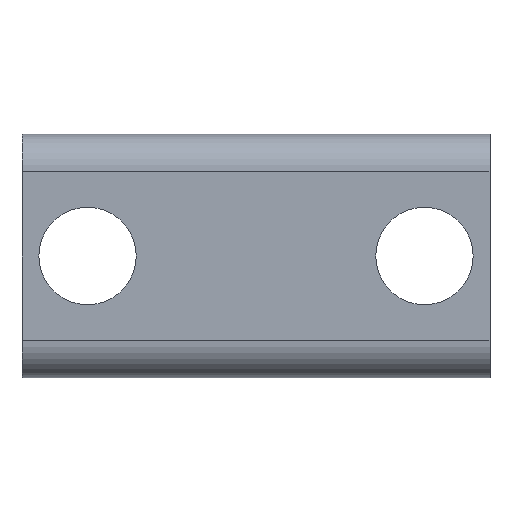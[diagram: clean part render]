
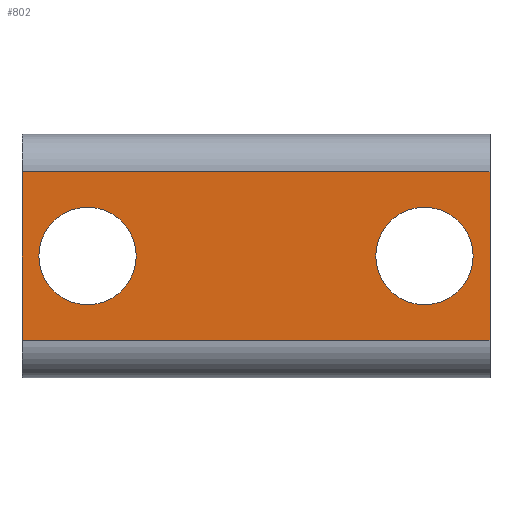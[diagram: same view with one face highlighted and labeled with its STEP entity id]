
A CAD part, front view. The second image highlights one B-rep face of the part: STEP entity #802.
In plain terms, the highlighted planar face has unit normal (0, -1, 0).
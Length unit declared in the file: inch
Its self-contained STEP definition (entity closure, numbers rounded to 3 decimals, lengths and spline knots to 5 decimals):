
#319=DIRECTION('',(1.,0.,0.));
#320=VECTOR('',#319,0.98425);
#321=CARTESIAN_POINT('',(-2.66036,1.28121,0.51649));
#322=LINE('',#321,#320);
#326=DIRECTION('',(0.,0.,-1.));
#327=VECTOR('',#326,0.35433);
#328=CARTESIAN_POINT('',(-1.67611,1.28121,0.51649));
#329=LINE('',#328,#327);
#333=DIRECTION('',(0.,0.,1.));
#334=VECTOR('',#333,0.35433);
#335=CARTESIAN_POINT('',(-2.66036,1.28121,0.16216));
#336=LINE('',#335,#334);
#340=CARTESIAN_POINT('',(-1.8139,1.28121,0.33933));
#341=DIRECTION('',(0.,-1.,0.));
#342=DIRECTION('',(1.,0.,0.));
#343=AXIS2_PLACEMENT_3D('',#340,#341,#342);
#348=CARTESIAN_POINT('',(-1.8139,1.28121,0.33933));
#349=DIRECTION('',(0.,-1.,0.));
#350=DIRECTION('',(-1.,0.,0.));
#351=AXIS2_PLACEMENT_3D('',#348,#349,#350);
#356=CARTESIAN_POINT('',(-2.52256,1.28121,0.33933));
#357=DIRECTION('',(0.,-1.,0.));
#358=DIRECTION('',(1.,0.,0.));
#359=AXIS2_PLACEMENT_3D('',#356,#357,#358);
#364=CARTESIAN_POINT('',(-2.52256,1.28121,0.33933));
#365=DIRECTION('',(0.,-1.,0.));
#366=DIRECTION('',(-1.,0.,0.));
#367=AXIS2_PLACEMENT_3D('',#364,#365,#366);
#372=DIRECTION('',(1.,0.,0.));
#373=VECTOR('',#372,0.98425);
#374=CARTESIAN_POINT('',(-2.66036,1.28121,0.16216));
#375=LINE('',#374,#373);
#461=CARTESIAN_POINT('',(-2.66036,1.28121,0.51649));
#463=VERTEX_POINT('',#461);
#464=CARTESIAN_POINT('',(-2.66036,1.28121,0.16216));
#465=VERTEX_POINT('',#464);
#479=CARTESIAN_POINT('',(-1.67611,1.28121,0.16216));
#481=VERTEX_POINT('',#479);
#482=CARTESIAN_POINT('',(-1.67611,1.28121,0.51649));
#483=VERTEX_POINT('',#482);
#492=CARTESIAN_POINT('',(-1.71154,1.28121,0.33933));
#493=CARTESIAN_POINT('',(-1.91626,1.28121,0.33933));
#494=VERTEX_POINT('',#492);
#495=VERTEX_POINT('',#493);
#496=CARTESIAN_POINT('',(-2.4202,1.28121,0.33933));
#497=CARTESIAN_POINT('',(-2.62492,1.28121,0.33933));
#498=VERTEX_POINT('',#496);
#499=VERTEX_POINT('',#497);
#778=CARTESIAN_POINT('',(-1.67611,1.28121,0.15429));
#779=DIRECTION('',(0.,-1.,0.));
#780=DIRECTION('',(0.,0.,1.));
#781=AXIS2_PLACEMENT_3D('',#778,#779,#780);
#782=PLANE('',#781);
#783=ORIENTED_EDGE('',*,*,#770,.T.);
#784=ORIENTED_EDGE('',*,*,#662,.T.);
#786=ORIENTED_EDGE('',*,*,#785,.F.);
#787=ORIENTED_EDGE('',*,*,#749,.T.);
#788=EDGE_LOOP('',(#783,#784,#786,#787));
#789=FACE_OUTER_BOUND('',#788,.F.);
#791=ORIENTED_EDGE('',*,*,#790,.T.);
#793=ORIENTED_EDGE('',*,*,#792,.T.);
#794=EDGE_LOOP('',(#791,#793));
#795=FACE_BOUND('',#794,.F.);
#797=ORIENTED_EDGE('',*,*,#796,.T.);
#799=ORIENTED_EDGE('',*,*,#798,.T.);
#800=EDGE_LOOP('',(#797,#799));
#801=FACE_BOUND('',#800,.F.);
#344=CIRCLE('',#343,0.10236);
#352=CIRCLE('',#351,0.10236);
#360=CIRCLE('',#359,0.10236);
#368=CIRCLE('',#367,0.10236);
#662=EDGE_CURVE('',#483,#481,#329,.T.);
#749=EDGE_CURVE('',#465,#463,#336,.T.);
#770=EDGE_CURVE('',#463,#483,#322,.T.);
#785=EDGE_CURVE('',#465,#481,#375,.T.);
#790=EDGE_CURVE('',#494,#495,#344,.T.);
#792=EDGE_CURVE('',#495,#494,#352,.T.);
#796=EDGE_CURVE('',#498,#499,#360,.T.);
#798=EDGE_CURVE('',#499,#498,#368,.T.);
#802=ADVANCED_FACE('',(#789,#795,#801),#782,.T.);
